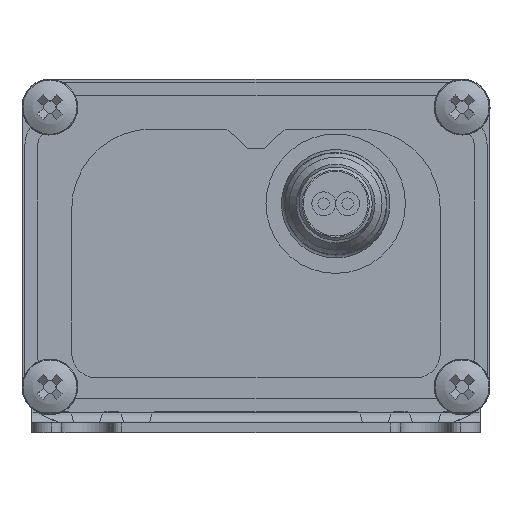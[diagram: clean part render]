
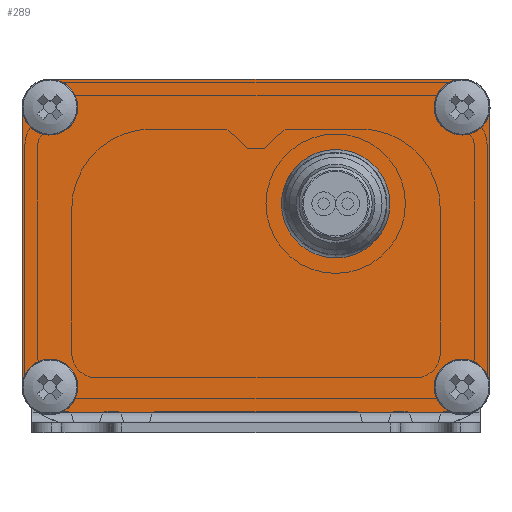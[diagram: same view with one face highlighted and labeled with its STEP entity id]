
A CAD part, left-side view. The second image highlights one B-rep face of the part: STEP entity #289.
In plain terms, the highlighted planar face has unit normal (-1, 0, 0).
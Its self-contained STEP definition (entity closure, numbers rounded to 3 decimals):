
#289=ADVANCED_FACE('',(#4290,#4292),#4294,.T.);
#4290=FACE_BOUND('',#4291,.T.);
#4291=EDGE_LOOP('',(#8745,#8746,#8747,#8748,#8749,#8750,#8751,#8752,#8753,#8754,
#8755));
#4292=FACE_BOUND('',#4293,.T.);
#4293=EDGE_LOOP('',(#8756));
#4294=PLANE('',#4295);
#4295=AXIS2_PLACEMENT_3D('',#4296,#4297,#4298);
#4296=CARTESIAN_POINT('',(-182.75,0.,0.));
#4297=DIRECTION('',(-1.,0.,0.));
#4298=DIRECTION('',(0.,-1.,0.));
#8745=ORIENTED_EDGE('',*,*,#10881,.T.);
#8746=ORIENTED_EDGE('',*,*,#10966,.F.);
#8747=ORIENTED_EDGE('',*,*,#10906,.T.);
#8748=ORIENTED_EDGE('',*,*,#10905,.T.);
#8749=ORIENTED_EDGE('',*,*,#10903,.T.);
#8750=ORIENTED_EDGE('',*,*,#10896,.T.);
#8751=ORIENTED_EDGE('',*,*,#10895,.T.);
#8752=ORIENTED_EDGE('',*,*,#10889,.T.);
#8753=ORIENTED_EDGE('',*,*,#10888,.T.);
#8754=ORIENTED_EDGE('',*,*,#10887,.T.);
#8755=ORIENTED_EDGE('',*,*,#10882,.T.);
#8756=ORIENTED_EDGE('',*,*,#10972,.F.);
#10881=EDGE_CURVE('',#12014,#12012,#12015,.T.);
#10882=EDGE_CURVE('',#12016,#12014,#12017,.T.);
#10887=EDGE_CURVE('',#12021,#12016,#12025,.T.);
#10888=EDGE_CURVE('',#12026,#12021,#12027,.T.);
#10889=EDGE_CURVE('',#12028,#12026,#12029,.T.);
#10895=EDGE_CURVE('',#12035,#12028,#12039,.T.);
#10896=EDGE_CURVE('',#12040,#12035,#12041,.T.);
#10903=EDGE_CURVE('',#12049,#12040,#12053,.T.);
#10905=EDGE_CURVE('',#12056,#12049,#12057,.T.);
#10906=EDGE_CURVE('',#12058,#12056,#12059,.T.);
#10966=EDGE_CURVE('',#12058,#12012,#12160,.T.);
#10972=EDGE_CURVE('',#12170,#12170,#12171,.F.);
#12012=VERTEX_POINT('',#13935);
#12014=VERTEX_POINT('',#13961);
#12015=CIRCLE('',#13962,2.8);
#12016=VERTEX_POINT('',#13966);
#12017=CIRCLE('',#13967,2.8);
#12021=VERTEX_POINT('',#13979);
#12025=LINE('',#13987,#13988);
#12026=VERTEX_POINT('',#13990);
#12027=CIRCLE('',#13991,2.8);
#12028=VERTEX_POINT('',#13995);
#12029=CIRCLE('',#13996,2.8);
#12035=VERTEX_POINT('',#14013);
#12039=LINE('',#14021,#14022);
#12040=VERTEX_POINT('',#14024);
#12041=CIRCLE('',#14025,2.8);
#12049=VERTEX_POINT('',#14047);
#12053=LINE('',#14055,#14056);
#12056=VERTEX_POINT('',#14063);
#12057=CIRCLE('',#14064,2.8);
#12058=VERTEX_POINT('',#14068);
#12059=CIRCLE('',#14069,2.8);
#12160=LINE('',#14333,#14334);
#12170=VERTEX_POINT('',#14357);
#12171=CIRCLE('',#14358,5.1);
#13935=CARTESIAN_POINT('',(-182.75,19.661,2.));
#13961=CARTESIAN_POINT('',(-182.75,18.72,6.58));
#13962=AXIS2_PLACEMENT_3D('',#13963,#13964,#13965);
#13963=CARTESIAN_POINT('',(-182.75,20.7,4.6));
#13964=DIRECTION('',(1.,0.,0.));
#13965=DIRECTION('',(0.,-0.707,0.707));
#13966=CARTESIAN_POINT('',(-182.75,23.5,4.6));
#13967=AXIS2_PLACEMENT_3D('',#13968,#13969,#13970);
#13968=CARTESIAN_POINT('',(-182.75,20.7,4.6));
#13969=DIRECTION('',(1.,0.,0.));
#13970=DIRECTION('',(0.,1.,0.));
#13979=CARTESIAN_POINT('',(-182.75,23.5,32.7));
#13987=CARTESIAN_POINT('',(-182.75,23.5,32.7));
#13988=VECTOR('',#13989,1.);
#13989=DIRECTION('',(0.,0.,-1.));
#13990=CARTESIAN_POINT('',(-182.75,18.72,34.68));
#13991=AXIS2_PLACEMENT_3D('',#13992,#13993,#13994);
#13992=CARTESIAN_POINT('',(-182.75,20.7,32.7));
#13993=DIRECTION('',(1.,0.,0.));
#13994=DIRECTION('',(0.,-0.707,0.707));
#13995=CARTESIAN_POINT('',(-182.75,20.7,35.5));
#13996=AXIS2_PLACEMENT_3D('',#13997,#13998,#13999);
#13997=CARTESIAN_POINT('',(-182.75,20.7,32.7));
#13998=DIRECTION('',(1.,0.,0.));
#13999=DIRECTION('',(0.,0.,1.));
#14013=CARTESIAN_POINT('',(-182.75,-20.7,35.5));
#14021=CARTESIAN_POINT('',(-182.75,-20.7,35.5));
#14022=VECTOR('',#14023,1.);
#14023=DIRECTION('',(0.,1.,0.));
#14024=CARTESIAN_POINT('',(-182.75,-23.5,32.7));
#14025=AXIS2_PLACEMENT_3D('',#14026,#14027,#14028);
#14026=CARTESIAN_POINT('',(-182.75,-20.7,32.7));
#14027=DIRECTION('',(1.,0.,0.));
#14028=DIRECTION('',(0.,-1.,0.));
#14047=CARTESIAN_POINT('',(-182.75,-23.5,4.6));
#14055=CARTESIAN_POINT('',(-182.75,-23.5,4.6));
#14056=VECTOR('',#14057,1.);
#14057=DIRECTION('',(0.,0.,1.));
#14063=CARTESIAN_POINT('',(-182.75,-22.68,6.58));
#14064=AXIS2_PLACEMENT_3D('',#14065,#14066,#14067);
#14065=CARTESIAN_POINT('',(-182.75,-20.7,4.6));
#14066=DIRECTION('',(1.,0.,0.));
#14067=DIRECTION('',(0.,-0.707,0.707));
#14068=CARTESIAN_POINT('',(-182.75,-19.661,2.));
#14069=AXIS2_PLACEMENT_3D('',#14070,#14071,#14072);
#14070=CARTESIAN_POINT('',(-182.75,-20.7,4.6));
#14071=DIRECTION('',(1.,0.,0.));
#14072=DIRECTION('',(0.,0.371,-0.929));
#14333=CARTESIAN_POINT('',(-182.75,-19.661,2.));
#14334=VECTOR('',#14335,1.);
#14335=DIRECTION('',(0.,1.,0.));
#14357=CARTESIAN_POINT('',(-182.75,-8.,28.1));
#14358=AXIS2_PLACEMENT_3D('',#14359,#14360,#14361);
#14359=CARTESIAN_POINT('',(-182.75,-8.,23.));
#14360=DIRECTION('',(1.,0.,0.));
#14361=DIRECTION('',(0.,0.,1.));
